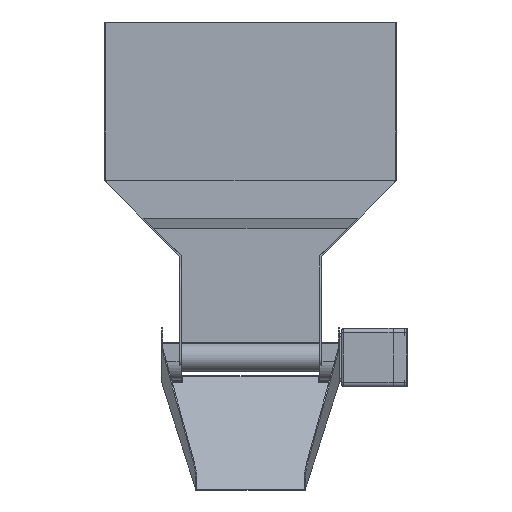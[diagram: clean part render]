
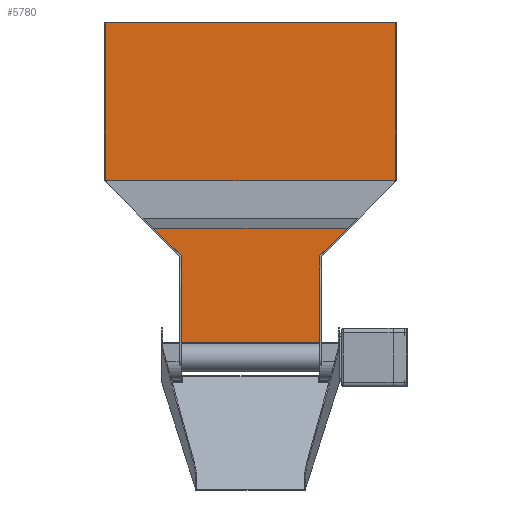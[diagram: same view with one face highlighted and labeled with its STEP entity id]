
A CAD part, front view. The second image highlights one B-rep face of the part: STEP entity #5780.
In plain terms, the highlighted planar face has unit normal (0, -1, 0).
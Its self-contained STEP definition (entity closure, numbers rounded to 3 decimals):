
#1158=ORIENTED_EDGE('',*,*,#2420,.F.);
#1159=ORIENTED_EDGE('',*,*,#2412,.F.);
#1160=ORIENTED_EDGE('',*,*,#2432,.F.);
#1161=ORIENTED_EDGE('',*,*,#2473,.T.);
#1162=ORIENTED_EDGE('',*,*,#2476,.F.);
#1163=ORIENTED_EDGE('',*,*,#2477,.F.);
#1164=ORIENTED_EDGE('',*,*,#2478,.F.);
#1165=ORIENTED_EDGE('',*,*,#2474,.F.);
#2412=EDGE_CURVE('',#3132,#3133,#3691,.T.);
#2420=EDGE_CURVE('',#3133,#3140,#3699,.T.);
#2432=EDGE_CURVE('',#3150,#3132,#3709,.T.);
#2473=EDGE_CURVE('',#3150,#3180,#3748,.T.);
#2474=EDGE_CURVE('',#3140,#3181,#3749,.T.);
#2476=EDGE_CURVE('',#3182,#3180,#3751,.T.);
#2477=EDGE_CURVE('',#3183,#3182,#3752,.T.);
#2478=EDGE_CURVE('',#3181,#3183,#3753,.T.);
#3132=VERTEX_POINT('',#8975);
#3133=VERTEX_POINT('',#8977);
#3140=VERTEX_POINT('',#8994);
#3150=VERTEX_POINT('',#9016);
#3180=VERTEX_POINT('',#9095);
#3181=VERTEX_POINT('',#9099);
#3182=VERTEX_POINT('',#9103);
#3183=VERTEX_POINT('',#9105);
#3691=LINE('',#8976,#4228);
#3699=LINE('',#8993,#4236);
#3709=LINE('',#9017,#4246);
#3748=LINE('',#9096,#4285);
#3749=LINE('',#9098,#4286);
#3751=LINE('',#9102,#4288);
#3752=LINE('',#9104,#4289);
#3753=LINE('',#9106,#4290);
#4228=VECTOR('',#7220,1000.);
#4236=VECTOR('',#7232,1000.);
#4246=VECTOR('',#7248,1000.);
#4285=VECTOR('',#7307,1000.);
#4286=VECTOR('',#7310,1000.);
#4288=VECTOR('',#7314,1000.);
#4289=VECTOR('',#7315,1000.);
#4290=VECTOR('',#7316,1000.);
#4701=EDGE_LOOP('',(#1158,#1159,#1160,#1161,#1162,#1163,#1164,#1165));
#5148=FACE_BOUND('',#4701,.T.);
#5545=PLANE('',#6247);
#5780=ADVANCED_FACE('',(#5148),#5545,.F.);
#6247=AXIS2_PLACEMENT_3D('',#9101,#7312,#7313);
#7220=DIRECTION('',(-0.707,0.,-0.707));
#7232=DIRECTION('',(0.,0.,-1.));
#7248=DIRECTION('',(0.,0.,-1.));
#7307=DIRECTION('',(-1.,0.,0.));
#7310=DIRECTION('',(-1.,0.,0.));
#7312=DIRECTION('',(0.,1.,0.));
#7313=DIRECTION('',(0.,0.,1.));
#7314=DIRECTION('',(0.,0.,1.));
#7315=DIRECTION('',(-0.707,0.,0.707));
#7316=DIRECTION('',(0.,0.,1.));
#8975=CARTESIAN_POINT('',(198.502,880.5,223.502));
#8976=CARTESIAN_POINT('',(95.,880.5,120.));
#8977=CARTESIAN_POINT('',(95.,880.5,120.));
#8993=CARTESIAN_POINT('',(95.,880.5,120.));
#8994=CARTESIAN_POINT('',(95.,880.5,1.5));
#9016=CARTESIAN_POINT('',(198.502,880.5,439.455));
#9017=CARTESIAN_POINT('',(198.502,880.5,440.));
#9095=CARTESIAN_POINT('',(-198.502,880.5,439.455));
#9096=CARTESIAN_POINT('',(1063.731,880.5,439.455));
#9098=CARTESIAN_POINT('',(1063.731,880.5,1.5));
#9099=CARTESIAN_POINT('',(-95.,880.5,1.5));
#9101=CARTESIAN_POINT('',(1063.731,880.5,1.5));
#9102=CARTESIAN_POINT('',(-198.502,880.5,440.));
#9103=CARTESIAN_POINT('',(-198.502,880.5,223.502));
#9104=CARTESIAN_POINT('',(-95.,880.5,120.));
#9105=CARTESIAN_POINT('',(-95.,880.5,120.));
#9106=CARTESIAN_POINT('',(-95.,880.5,120.));
